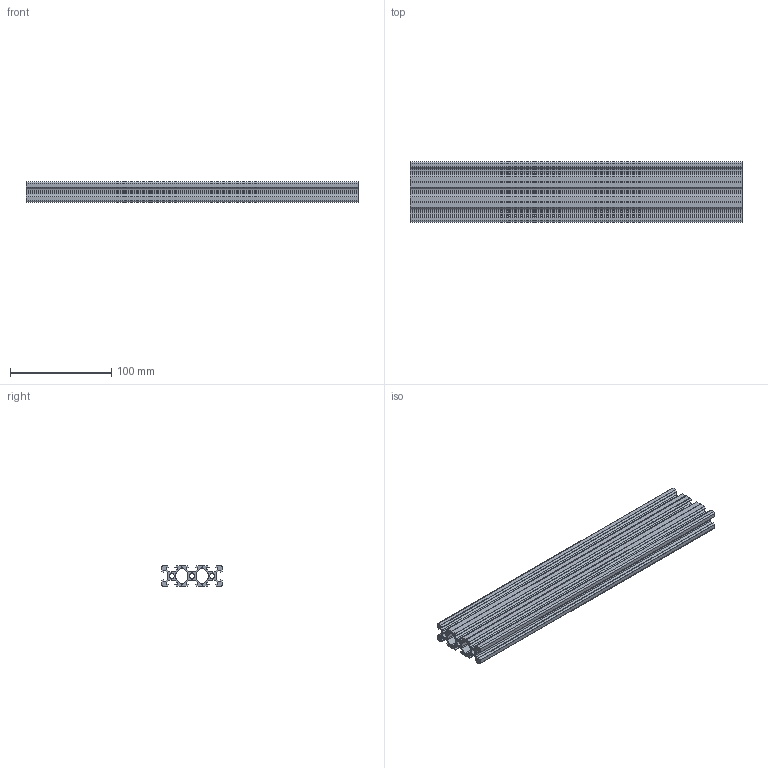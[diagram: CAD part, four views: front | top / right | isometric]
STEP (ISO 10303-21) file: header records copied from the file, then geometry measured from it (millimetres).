
FILE_DESCRIPTION(/* description */ (''),/* implementation_level */ '2;1');
FILE_NAME(/* name */ '3060 extrusion.step',/* time_stamp */ '2026-01-06T23:10:22-06:00',/* author */ (''),/* organization */ (''),/* preprocessor_version */ 'ST-DEVELOPER v20.1',/* originating_system */ 'Autodesk Translation Framework v14.21.0.0',/* authorisation */ '');
FILE_SCHEMA (('AUTOMOTIVE_DESIGN { 1 0 10303 214 3 1 1 }'));
Length unit declared in the file: millimetre
Products named in the file (1): 3060 extrusion
Bounding box: 328 x 60 x 20 mm (x, y, z)
Volume: 151486.7 mm3; surface area: 136757.7 mm2
Topology: 1 solids, 1 shells, 265 faces, 789 edges, 526 vertices
Faces by surface type: plane 138, cylinder 127
Full cylindrical faces by diameter (mm): 5 x3
Entity records: 9017 total; most frequent: CARTESIAN_POINT 1581, ORIENTED_EDGE 1578, DIRECTION 1575, EDGE_CURVE 789, LINE 535, VECTOR 535, VERTEX_POINT 526, AXIS2_PLACEMENT_3D 520
